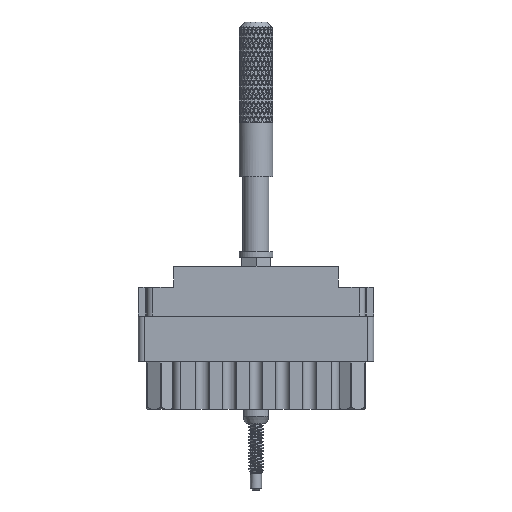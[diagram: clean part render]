
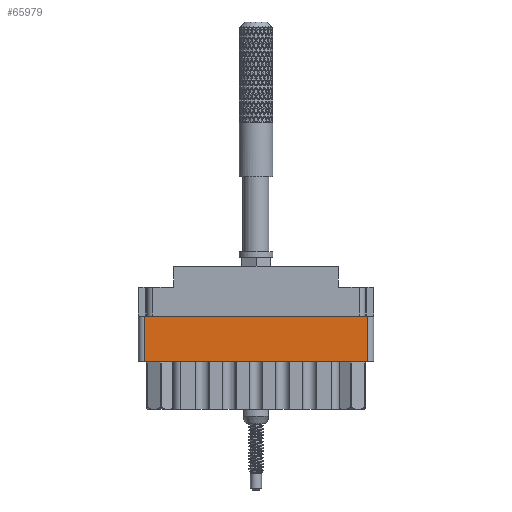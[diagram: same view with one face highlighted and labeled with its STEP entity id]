
A CAD part, front view. The second image highlights one B-rep face of the part: STEP entity #65979.
In plain terms, the highlighted planar face has unit normal (0, -1, 0).
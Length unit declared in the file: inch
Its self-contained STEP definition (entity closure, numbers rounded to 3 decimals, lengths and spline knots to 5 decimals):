
#1793 = CARTESIAN_POINT ( 'NONE',  ( -0.624, -0.343, -0.798 ) ) ;
#3990 = VERTEX_POINT ( 'NONE', #92743 ) ;
#4575 = CARTESIAN_POINT ( 'NONE',  ( -0.656, -0.343, -0.277 ) ) ;
#16960 = EDGE_CURVE ( 'NONE', #117982, #38312, #180909, .T. ) ;
#21336 = CARTESIAN_POINT ( 'NONE',  ( 0.624, -0.343, -0.529 ) ) ;
#28768 = LINE ( 'NONE', #99435, #115744 ) ;
#31466 = EDGE_CURVE ( 'NONE', #38312, #97484, #77140, .T. ) ;
#32440 = CARTESIAN_POINT ( 'NONE',  ( -0.624, -0.343, -0.277 ) ) ;
#38312 = VERTEX_POINT ( 'NONE', #59374 ) ;
#42150 = DIRECTION ( 'NONE',  ( 0., -1., 0. ) ) ;
#44939 = FACE_OUTER_BOUND ( 'NONE', #104088, .T. ) ;
#47554 = DIRECTION ( 'NONE',  ( 1., 0., 0. ) ) ;
#59374 = CARTESIAN_POINT ( 'NONE',  ( -0.624, -0.343, -0.529 ) ) ;
#59633 = ORIENTED_EDGE ( 'NONE', *, *, #16960, .F. ) ;
#60584 = VECTOR ( 'NONE', #104861, 39.37008 ) ;
#61263 = VECTOR ( 'NONE', #47554, 39.37008 ) ;
#65979 = ADVANCED_FACE ( 'NONE', ( #44939 ), #174909, .T. ) ;
#77140 = LINE ( 'NONE', #1793, #60584 ) ;
#81542 = EDGE_CURVE ( 'NONE', #117982, #3990, #28768, .T. ) ;
#87197 = ORIENTED_EDGE ( 'NONE', *, *, #120640, .F. ) ;
#92743 = CARTESIAN_POINT ( 'NONE',  ( 0.624, -0.343, -0.277 ) ) ;
#95410 = ORIENTED_EDGE ( 'NONE', *, *, #81542, .T. ) ;
#95871 = ORIENTED_EDGE ( 'NONE', *, *, #31466, .F. ) ;
#97484 = VERTEX_POINT ( 'NONE', #32440 ) ;
#99435 = CARTESIAN_POINT ( 'NONE',  ( 0.624, -0.343, -0.798 ) ) ;
#104088 = EDGE_LOOP ( 'NONE', ( #95871, #59633, #95410, #87197 ) ) ;
#104861 = DIRECTION ( 'NONE',  ( 0., 0., 1. ) ) ;
#115355 = AXIS2_PLACEMENT_3D ( 'NONE', #115624, #42150, #186435 ) ;
#115624 = CARTESIAN_POINT ( 'NONE',  ( -0.624, -0.343, -0.798 ) ) ;
#115744 = VECTOR ( 'NONE', #131902, 39.37008 ) ;
#117982 = VERTEX_POINT ( 'NONE', #147153 ) ;
#120640 = EDGE_CURVE ( 'NONE', #97484, #3990, #135398, .T. ) ;
#124489 = VECTOR ( 'NONE', #183728, 39.37008 ) ;
#131902 = DIRECTION ( 'NONE',  ( 0., 0., 1. ) ) ;
#135398 = LINE ( 'NONE', #4575, #61263 ) ;
#147153 = CARTESIAN_POINT ( 'NONE',  ( 0.624, -0.343, -0.529 ) ) ;
#174909 = PLANE ( 'NONE',  #115355 ) ;
#180909 = LINE ( 'NONE', #21336, #124489 ) ;
#183728 = DIRECTION ( 'NONE',  ( -1., 0., 0. ) ) ;
#186435 = DIRECTION ( 'NONE',  ( 0., 0., -1. ) ) ;
